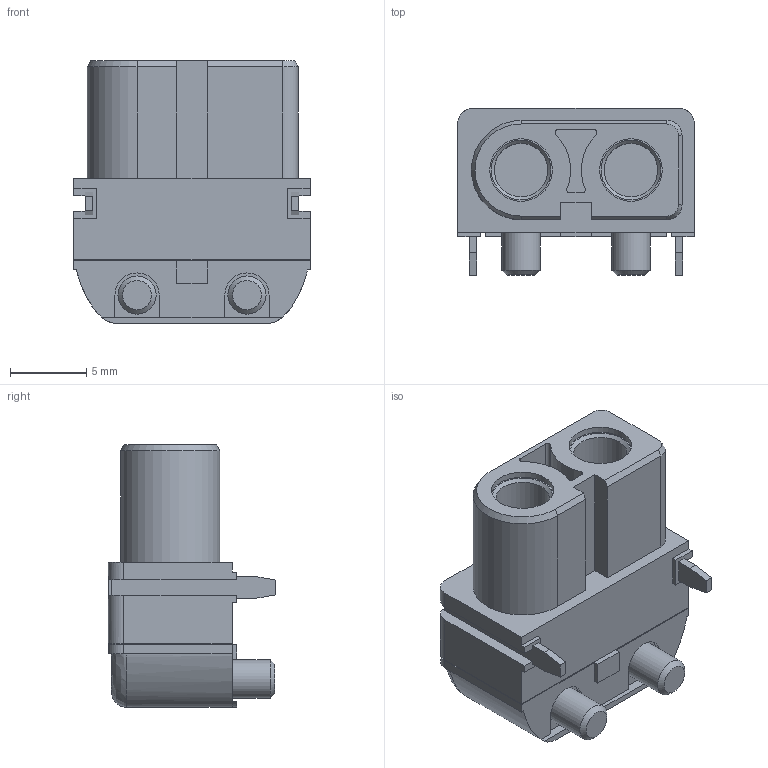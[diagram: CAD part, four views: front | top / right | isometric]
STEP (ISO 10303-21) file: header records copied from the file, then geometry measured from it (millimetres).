
FILE_DESCRIPTION(/* description */ (''),/* implementation_level */ '2;1');
FILE_NAME(/* name */ 'XT60PW-F.step',/* time_stamp */ '2023-03-11T10:08:39+05:30',/* author */ (''),/* organization */ (''),/* preprocessor_version */ 'ST-DEVELOPER v19.2',/* originating_system */ 'Autodesk Translation Framework v11.17.0.187',/* authorisation */ '');
FILE_SCHEMA (('AUTOMOTIVE_DESIGN { 1 0 10303 214 3 1 1 }'));
Length unit declared in the file: millimetre
Products named in the file (1): XT60PW-F
Bounding box: 15.5 x 10.95 x 17.2 mm (x, y, z)
Volume: 1538.9 mm3; surface area: 2107 mm2
Topology: 7 solids, 7 shells, 138 faces, 344 edges, 228 vertices
Faces by surface type: plane 97, cylinder 28, cone 7, bspline 6
Full cylindrical faces by diameter (mm): 2.5 x2, 3.5 x2, 4.1 x4
Entity records: 4809 total; most frequent: CARTESIAN_POINT 1458, ORIENTED_EDGE 688, DIRECTION 655, EDGE_CURVE 344, LINE 255, VECTOR 255, VERTEX_POINT 228, AXIS2_PLACEMENT_3D 200
